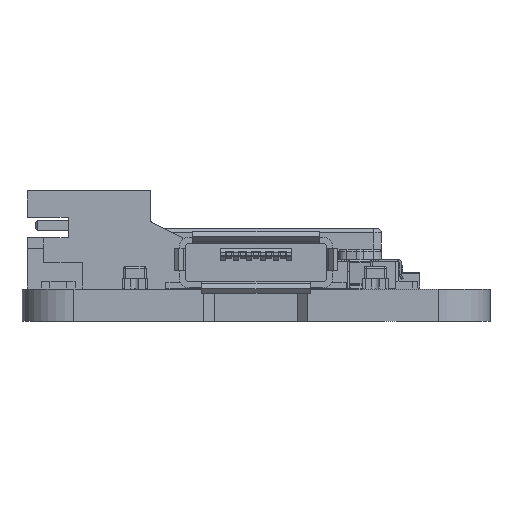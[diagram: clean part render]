
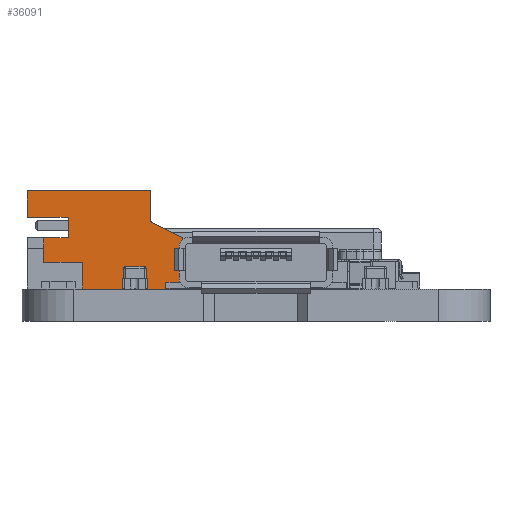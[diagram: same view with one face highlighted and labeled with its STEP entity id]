
A CAD part, left-side view. The second image highlights one B-rep face of the part: STEP entity #36091.
In plain terms, the highlighted planar face has unit normal (-1, 0, 0).
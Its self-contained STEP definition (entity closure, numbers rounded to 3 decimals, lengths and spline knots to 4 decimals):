
#1282=PLANE('',#38404);
#2734=FACE_OUTER_BOUND('',#4786,.T.);
#4786=EDGE_LOOP('',(#25850,#25851,#25852,#25853,#25854,#25855,#25856,#25857,
#25858,#25859,#25860,#25861));
#6936=LINE('',#51050,#11087);
#6957=LINE('',#51093,#11108);
#7038=LINE('',#51250,#11189);
#7040=LINE('',#51254,#11191);
#7042=LINE('',#51258,#11193);
#7043=LINE('',#51261,#11194);
#7046=LINE('',#51266,#11197);
#7047=LINE('',#51268,#11198);
#7049=LINE('',#51273,#11200);
#7051=LINE('',#51276,#11202);
#7080=LINE('',#51332,#11231);
#7082=LINE('',#51335,#11233);
#11087=VECTOR('',#41979,1.5);
#11108=VECTOR('',#42006,1.2);
#11189=VECTOR('',#42147,1.2);
#11191=VECTOR('',#42151,1.9);
#11193=VECTOR('',#42155,1.3);
#11194=VECTOR('',#42158,4.9);
#11197=VECTOR('',#42163,2.5);
#11198=VECTOR('',#42166,1.7889);
#11200=VECTOR('',#42170,2.);
#11202=VECTOR('',#42174,1.);
#11231=VECTOR('',#42225,1.3);
#11233=VECTOR('',#42229,6.);
#15874=VERTEX_POINT('',#51047);
#15875=VERTEX_POINT('',#51049);
#15893=VERTEX_POINT('',#51091);
#15894=VERTEX_POINT('',#51092);
#15940=VERTEX_POINT('',#51248);
#15941=VERTEX_POINT('',#51252);
#15942=VERTEX_POINT('',#51256);
#15943=VERTEX_POINT('',#51260);
#15944=VERTEX_POINT('',#51264);
#15945=VERTEX_POINT('',#51270);
#15946=VERTEX_POINT('',#51272);
#15962=VERTEX_POINT('',#51331);
#19540=EDGE_CURVE('',#15874,#15875,#6936,.F.);
#19561=EDGE_CURVE('',#15893,#15894,#6957,.F.);
#19642=EDGE_CURVE('',#15894,#15940,#7038,.F.);
#19644=EDGE_CURVE('',#15940,#15941,#7040,.T.);
#19646=EDGE_CURVE('',#15941,#15942,#7042,.F.);
#19647=EDGE_CURVE('',#15942,#15943,#7043,.T.);
#19650=EDGE_CURVE('',#15943,#15944,#7046,.T.);
#19651=EDGE_CURVE('',#15944,#15875,#7047,.T.);
#19653=EDGE_CURVE('',#15946,#15945,#7049,.T.);
#19655=EDGE_CURVE('',#15945,#15893,#7051,.F.);
#19684=EDGE_CURVE('',#15962,#15946,#7080,.F.);
#19686=EDGE_CURVE('',#15962,#15874,#7082,.F.);
#25850=ORIENTED_EDGE('',*,*,#19653,.T.);
#25851=ORIENTED_EDGE('',*,*,#19655,.T.);
#25852=ORIENTED_EDGE('',*,*,#19561,.T.);
#25853=ORIENTED_EDGE('',*,*,#19642,.T.);
#25854=ORIENTED_EDGE('',*,*,#19644,.T.);
#25855=ORIENTED_EDGE('',*,*,#19646,.T.);
#25856=ORIENTED_EDGE('',*,*,#19647,.T.);
#25857=ORIENTED_EDGE('',*,*,#19650,.T.);
#25858=ORIENTED_EDGE('',*,*,#19651,.T.);
#25859=ORIENTED_EDGE('',*,*,#19540,.F.);
#25860=ORIENTED_EDGE('',*,*,#19686,.F.);
#25861=ORIENTED_EDGE('',*,*,#19684,.T.);
#36091=ADVANCED_FACE('',(#2734),#1282,.T.);
#38404=AXIS2_PLACEMENT_3D('',#51334,#42227,#42228);
#41979=DIRECTION('',(0.,0.,1.));
#42006=DIRECTION('',(0.,-1.,0.));
#42147=DIRECTION('',(0.,0.,1.));
#42151=DIRECTION('',(0.,-1.,0.));
#42155=DIRECTION('',(0.,0.,1.));
#42158=DIRECTION('',(0.,-1.,0.));
#42163=DIRECTION('',(0.,0.,1.));
#42166=DIRECTION('',(0.,0.894,0.447));
#42170=DIRECTION('',(0.,-1.,0.));
#42174=DIRECTION('',(0.,0.,1.));
#42225=DIRECTION('',(0.,0.,1.));
#42227=DIRECTION('center_axis',(-1.,0.,0.));
#42228=DIRECTION('ref_axis',(0.,-1.,0.));
#42229=DIRECTION('',(0.,1.,0.));
#51047=CARTESIAN_POINT('',(-3.95,-2.7,4.8));
#51049=CARTESIAN_POINT('',(-3.95,-2.7,3.3));
#51050=CARTESIAN_POINT('',(-3.95,-2.7,3.3));
#51091=CARTESIAN_POINT('',(-3.95,1.3,2.5));
#51092=CARTESIAN_POINT('',(-3.95,2.5,2.5));
#51093=CARTESIAN_POINT('',(-3.95,2.5,2.5));
#51248=CARTESIAN_POINT('',(-3.95,2.5,1.3));
#51250=CARTESIAN_POINT('',(-3.95,2.5,1.3));
#51252=CARTESIAN_POINT('',(-3.95,0.6,1.3));
#51254=CARTESIAN_POINT('',(-3.95,2.5,1.3));
#51256=CARTESIAN_POINT('',(-3.95,0.6,0.));
#51258=CARTESIAN_POINT('',(-3.95,0.6,0.));
#51260=CARTESIAN_POINT('',(-3.95,-4.3,0.));
#51261=CARTESIAN_POINT('',(-3.95,0.6,0.));
#51264=CARTESIAN_POINT('',(-3.95,-4.3,2.5));
#51266=CARTESIAN_POINT('',(-3.95,-4.3,0.));
#51268=CARTESIAN_POINT('',(-3.95,-4.3,2.5));
#51270=CARTESIAN_POINT('',(-3.95,1.3,3.5));
#51272=CARTESIAN_POINT('',(-3.95,3.3,3.5));
#51273=CARTESIAN_POINT('',(-3.95,3.3,3.5));
#51276=CARTESIAN_POINT('',(-3.95,1.3,2.5));
#51331=CARTESIAN_POINT('',(-3.95,3.3,4.8));
#51332=CARTESIAN_POINT('',(-3.95,3.3,3.5));
#51334=CARTESIAN_POINT('Origin',(-3.95,0.3,2.4));
#51335=CARTESIAN_POINT('',(-3.95,-2.7,4.8));
